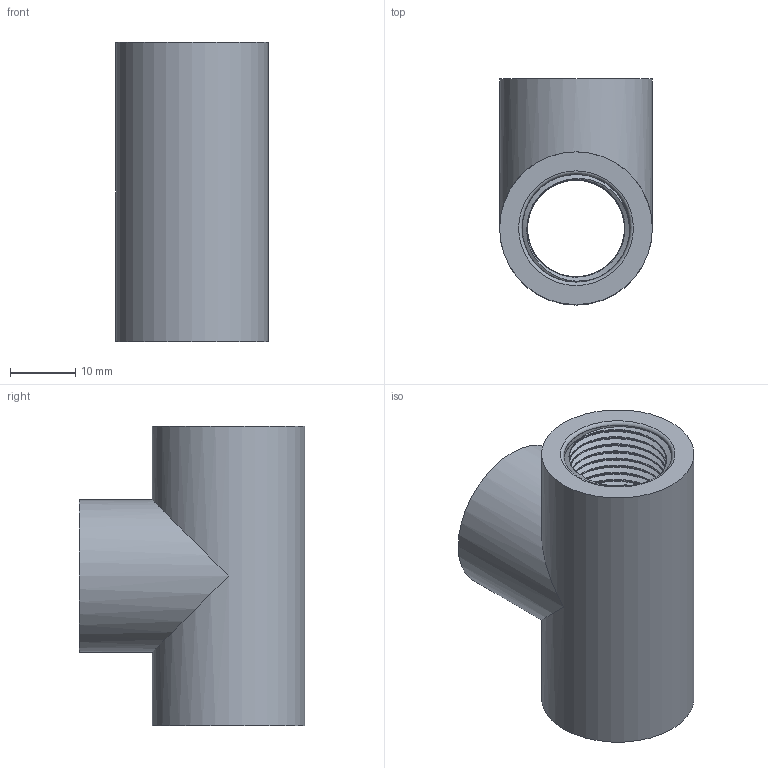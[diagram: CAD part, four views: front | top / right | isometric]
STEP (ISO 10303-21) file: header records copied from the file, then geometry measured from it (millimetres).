
FILE_DESCRIPTION(/* description */ (''),/* implementation_level */ '2;1');
FILE_NAME(/* name */ 'TE410160.stp',/* time_stamp */ '2017-02-15T16:19:04+01:00',/* author */ ('Gabriele'),/* organization */ (''),/* preprocessor_version */ 'ST-DEVELOPER v16.5',/* originating_system */ 'Autodesk Inventor 2017',/* authorisation */ '');
FILE_SCHEMA (('AUTOMOTIVE_DESIGN { 1 0 10303 214 3 1 1 }'));
Length unit declared in the file: millimetre
Products named in the file (1): TE410160
Bounding box: 23.5 x 34.75 x 46 mm (x, y, z)
Volume: 13227.4 mm3; surface area: 12296.2 mm2
Topology: 4 solids, 4 shells, 48 faces, 107 edges, 70 vertices
Faces by surface type: bspline 18, plane 14, cylinder 13, torus 3
Full cylindrical faces by diameter (mm): 16 x2, 16.66 x6, 23.5 x2
Entity records: 12685 total; most frequent: CARTESIAN_POINT 11769, ORIENTED_EDGE 184, DIRECTION 130, EDGE_CURVE 92, EDGE_LOOP 75, VERTEX_POINT 69, AXIS2_PLACEMENT_3D 64, B_SPLINE_CURVE_WITH_KNOTS 57
